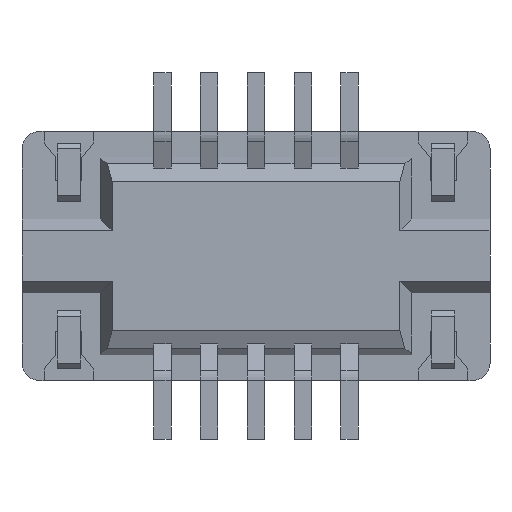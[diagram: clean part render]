
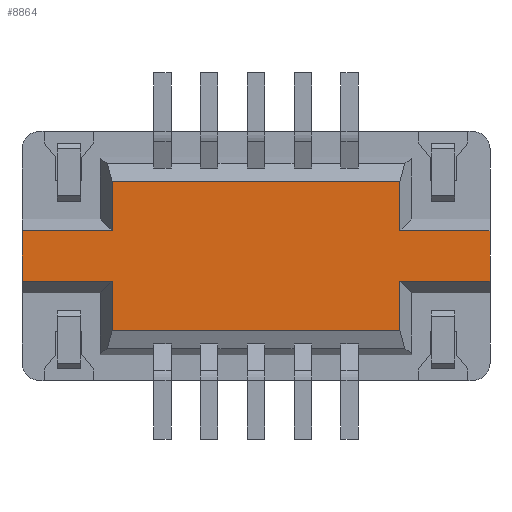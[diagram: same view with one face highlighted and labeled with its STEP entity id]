
A CAD part, front view. The second image highlights one B-rep face of the part: STEP entity #8864.
In plain terms, the highlighted planar face has unit normal (0, -1, 0).
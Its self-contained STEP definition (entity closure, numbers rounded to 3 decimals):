
#1430=DIRECTION('',(0.,0.,1.));
#1431=VECTOR('',#1430,0.43);
#1432=CARTESIAN_POINT('',(2.,-0.57,-0.215));
#1433=LINE('',#1432,#1431);
#1697=DIRECTION('',(0.,0.,-1.));
#1698=VECTOR('',#1697,0.42);
#1699=CARTESIAN_POINT('',(-1.23,-0.57,0.635));
#1700=LINE('',#1699,#1698);
#1701=DIRECTION('',(1.,0.,0.));
#1702=VECTOR('',#1701,2.46);
#1703=CARTESIAN_POINT('',(-1.23,-0.57,0.635));
#1704=LINE('',#1703,#1702);
#1705=DIRECTION('',(0.,0.,1.));
#1706=VECTOR('',#1705,0.42);
#1707=CARTESIAN_POINT('',(1.23,-0.57,0.215));
#1708=LINE('',#1707,#1706);
#1709=DIRECTION('',(-1.,0.,0.));
#1710=VECTOR('',#1709,0.77);
#1711=CARTESIAN_POINT('',(2.,-0.57,0.215));
#1712=LINE('',#1711,#1710);
#1713=DIRECTION('',(1.,0.,0.));
#1714=VECTOR('',#1713,0.77);
#1715=CARTESIAN_POINT('',(1.23,-0.57,-0.215));
#1716=LINE('',#1715,#1714);
#1717=DIRECTION('',(0.,0.,1.));
#1718=VECTOR('',#1717,0.42);
#1719=CARTESIAN_POINT('',(1.23,-0.57,-0.635));
#1720=LINE('',#1719,#1718);
#1721=DIRECTION('',(1.,0.,0.));
#1722=VECTOR('',#1721,2.46);
#1723=CARTESIAN_POINT('',(-1.23,-0.57,-0.635));
#1724=LINE('',#1723,#1722);
#1725=DIRECTION('',(0.,0.,-1.));
#1726=VECTOR('',#1725,0.42);
#1727=CARTESIAN_POINT('',(-1.23,-0.57,-0.215));
#1728=LINE('',#1727,#1726);
#1729=DIRECTION('',(1.,0.,0.));
#1730=VECTOR('',#1729,0.77);
#1731=CARTESIAN_POINT('',(-2.,-0.57,-0.215));
#1732=LINE('',#1731,#1730);
#1733=DIRECTION('',(0.,0.,1.));
#1734=VECTOR('',#1733,0.43);
#1735=CARTESIAN_POINT('',(-2.,-0.57,-0.215));
#1736=LINE('',#1735,#1734);
#1737=DIRECTION('',(-1.,0.,0.));
#1738=VECTOR('',#1737,0.77);
#1739=CARTESIAN_POINT('',(-1.23,-0.57,0.215));
#1740=LINE('',#1739,#1738);
#5631=CARTESIAN_POINT('',(-1.23,-0.57,0.635));
#5632=VERTEX_POINT('',#5631);
#5633=CARTESIAN_POINT('',(-1.23,-0.57,0.215));
#5634=VERTEX_POINT('',#5633);
#5637=CARTESIAN_POINT('',(-2.,-0.57,0.215));
#5639=VERTEX_POINT('',#5637);
#5642=CARTESIAN_POINT('',(-2.,-0.57,-0.215));
#5644=VERTEX_POINT('',#5642);
#5645=CARTESIAN_POINT('',(-1.23,-0.57,-0.215));
#5646=VERTEX_POINT('',#5645);
#5649=CARTESIAN_POINT('',(-1.23,-0.57,-0.635));
#5651=VERTEX_POINT('',#5649);
#5656=CARTESIAN_POINT('',(2.,-0.57,0.215));
#5658=VERTEX_POINT('',#5656);
#5659=CARTESIAN_POINT('',(1.23,-0.57,0.215));
#5660=VERTEX_POINT('',#5659);
#5663=CARTESIAN_POINT('',(1.23,-0.57,0.635));
#5665=VERTEX_POINT('',#5663);
#5673=CARTESIAN_POINT('',(1.23,-0.57,-0.635));
#5674=VERTEX_POINT('',#5673);
#5675=CARTESIAN_POINT('',(1.23,-0.57,-0.215));
#5676=VERTEX_POINT('',#5675);
#5679=CARTESIAN_POINT('',(2.,-0.57,-0.215));
#5681=VERTEX_POINT('',#5679);
#8836=CARTESIAN_POINT('',(-2.,-0.57,-1.065));
#8837=DIRECTION('',(0.,-1.,0.));
#8838=DIRECTION('',(1.,0.,0.));
#8839=AXIS2_PLACEMENT_3D('',#8836,#8837,#8838);
#8840=PLANE('',#8839);
#8842=ORIENTED_EDGE('',*,*,#8841,.F.);
#8844=ORIENTED_EDGE('',*,*,#8843,.T.);
#8846=ORIENTED_EDGE('',*,*,#8845,.F.);
#8847=ORIENTED_EDGE('',*,*,#8828,.F.);
#8848=ORIENTED_EDGE('',*,*,#8490,.F.);
#8850=ORIENTED_EDGE('',*,*,#8849,.F.);
#8852=ORIENTED_EDGE('',*,*,#8851,.F.);
#8854=ORIENTED_EDGE('',*,*,#8853,.F.);
#8856=ORIENTED_EDGE('',*,*,#8855,.F.);
#8858=ORIENTED_EDGE('',*,*,#8857,.F.);
#8859=ORIENTED_EDGE('',*,*,#8651,.T.);
#8861=ORIENTED_EDGE('',*,*,#8860,.F.);
#8862=EDGE_LOOP('',(#8842,#8844,#8846,#8847,#8848,#8850,#8852,#8854,#8856,#8858,
#8859,#8861));
#8863=FACE_OUTER_BOUND('',#8862,.F.);
#8864=ADVANCED_FACE('',(#8863),#8840,.T.);
#8490=EDGE_CURVE('',#5681,#5658,#1433,.T.);
#8651=EDGE_CURVE('',#5644,#5639,#1736,.T.);
#8828=EDGE_CURVE('',#5658,#5660,#1712,.T.);
#8841=EDGE_CURVE('',#5632,#5634,#1700,.T.);
#8843=EDGE_CURVE('',#5632,#5665,#1704,.T.);
#8845=EDGE_CURVE('',#5660,#5665,#1708,.T.);
#8849=EDGE_CURVE('',#5676,#5681,#1716,.T.);
#8851=EDGE_CURVE('',#5674,#5676,#1720,.T.);
#8853=EDGE_CURVE('',#5651,#5674,#1724,.T.);
#8855=EDGE_CURVE('',#5646,#5651,#1728,.T.);
#8857=EDGE_CURVE('',#5644,#5646,#1732,.T.);
#8860=EDGE_CURVE('',#5634,#5639,#1740,.T.);
